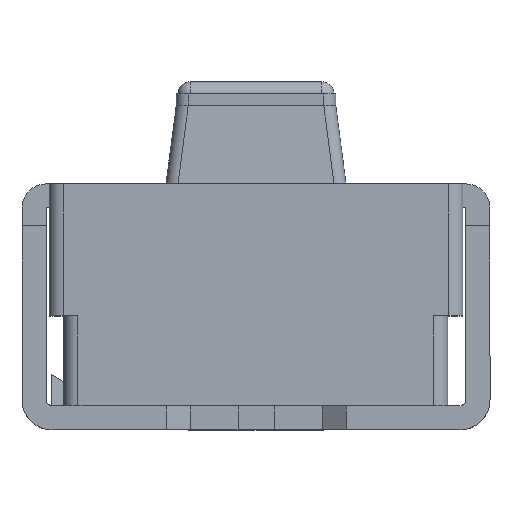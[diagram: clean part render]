
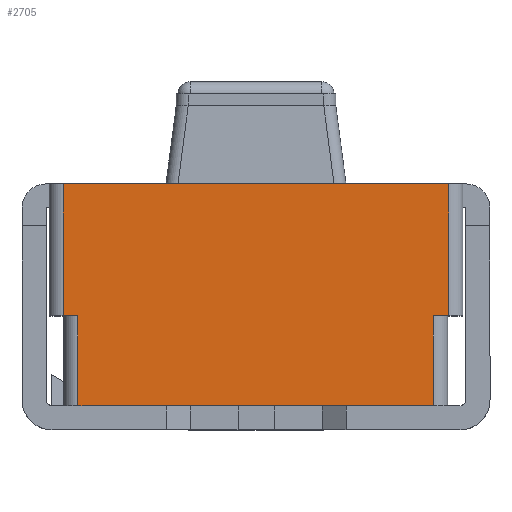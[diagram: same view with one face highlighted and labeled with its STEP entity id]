
A CAD part, top view. The second image highlights one B-rep face of the part: STEP entity #2705.
In plain terms, the highlighted planar face has unit normal (0, 0, 1).
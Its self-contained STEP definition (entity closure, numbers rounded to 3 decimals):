
#414 = LINE ( 'NONE', #7197, #2164 ) ;
#476 = VERTEX_POINT ( 'NONE', #5213 ) ;
#609 = ORIENTED_EDGE ( 'NONE', *, *, #3113, .F. ) ;
#906 = ORIENTED_EDGE ( 'NONE', *, *, #6106, .F. ) ;
#954 = DIRECTION ( 'NONE',  ( 1., 0., 0. ) ) ;
#996 = DIRECTION ( 'NONE',  ( 0., 1., 0. ) ) ;
#1123 = VECTOR ( 'NONE', #2822, 1000. ) ;
#1200 = CARTESIAN_POINT ( 'NONE',  ( 1.605, 1.829, 0.8 ) ) ;
#1272 = DIRECTION ( 'NONE',  ( -1., 0., 0. ) ) ;
#1412 = EDGE_CURVE ( 'NONE', #476, #7929, #8052, .T. ) ;
#1450 = CARTESIAN_POINT ( 'NONE',  ( 1.477, 0.729, 0.8 ) ) ;
#1595 = VECTOR ( 'NONE', #8195, 1000. ) ;
#1670 = VECTOR ( 'NONE', #1272, 1000. ) ;
#1732 = ORIENTED_EDGE ( 'NONE', *, *, #2764, .F. ) ;
#2164 = VECTOR ( 'NONE', #3998, 1000. ) ;
#2175 = VERTEX_POINT ( 'NONE', #7593 ) ;
#2265 = VECTOR ( 'NONE', #996, 1000. ) ;
#2554 = VECTOR ( 'NONE', #8175, 1000. ) ;
#2595 = VERTEX_POINT ( 'NONE', #1450 ) ;
#2705 = ADVANCED_FACE ( 'NONE', ( #4325 ), #5534, .F. ) ;
#2764 = EDGE_CURVE ( 'NONE', #4230, #2175, #6681, .T. ) ;
#2822 = DIRECTION ( 'NONE',  ( 0., -1., 0. ) ) ;
#2899 = VERTEX_POINT ( 'NONE', #5175 ) ;
#2987 = EDGE_CURVE ( 'NONE', #3477, #2595, #414, .T. ) ;
#3095 = CARTESIAN_POINT ( 'NONE',  ( -1.605, 0.729, 0.8 ) ) ;
#3113 = EDGE_CURVE ( 'NONE', #5344, #3477, #4639, .T. ) ;
#3455 = CARTESIAN_POINT ( 'NONE',  ( -1.483, -0.021, 0.8 ) ) ;
#3477 = VERTEX_POINT ( 'NONE', #5045 ) ;
#3535 = EDGE_LOOP ( 'NONE', ( #6914, #7429, #8030, #609, #7436, #1732, #906, #5617 ) ) ;
#3998 = DIRECTION ( 'NONE',  ( -1., 0., 0. ) ) ;
#4120 = LINE ( 'NONE', #6098, #2554 ) ;
#4193 = DIRECTION ( 'NONE',  ( 0., 0., -1. ) ) ;
#4230 = VERTEX_POINT ( 'NONE', #3095 ) ;
#4325 = FACE_OUTER_BOUND ( 'NONE', #3535, .T. ) ;
#4639 = LINE ( 'NONE', #5449, #1123 ) ;
#4807 = CARTESIAN_POINT ( 'NONE',  ( -1.483, 0.799, 0.8 ) ) ;
#4885 = CARTESIAN_POINT ( 'NONE',  ( -1.483, 1.829, 0.8 ) ) ;
#5045 = CARTESIAN_POINT ( 'NONE',  ( 1.605, 0.729, 0.8 ) ) ;
#5175 = CARTESIAN_POINT ( 'NONE',  ( -1.483, 0.729, 0.8 ) ) ;
#5213 = CARTESIAN_POINT ( 'NONE',  ( 1.477, -0.021, 0.8 ) ) ;
#5344 = VERTEX_POINT ( 'NONE', #1200 ) ;
#5449 = CARTESIAN_POINT ( 'NONE',  ( 1.605, 0.799, 0.8 ) ) ;
#5511 = CARTESIAN_POINT ( 'NONE',  ( -1.483, 0.799, 0.8 ) ) ;
#5534 = PLANE ( 'NONE',  #8283 ) ;
#5608 = CARTESIAN_POINT ( 'NONE',  ( 1.477, 0.799, 0.8 ) ) ;
#5617 = ORIENTED_EDGE ( 'NONE', *, *, #7178, .F. ) ;
#5678 = VECTOR ( 'NONE', #954, 1000. ) ;
#6098 = CARTESIAN_POINT ( 'NONE',  ( -1.483, 0.729, 0.8 ) ) ;
#6106 = EDGE_CURVE ( 'NONE', #2899, #4230, #4120, .T. ) ;
#6681 = LINE ( 'NONE', #6928, #2265 ) ;
#6853 = LINE ( 'NONE', #5511, #7772 ) ;
#6914 = ORIENTED_EDGE ( 'NONE', *, *, #1412, .F. ) ;
#6928 = CARTESIAN_POINT ( 'NONE',  ( -1.605, 0.799, 0.8 ) ) ;
#7046 = LINE ( 'NONE', #4885, #5678 ) ;
#7178 = EDGE_CURVE ( 'NONE', #7929, #2899, #6853, .T. ) ;
#7197 = CARTESIAN_POINT ( 'NONE',  ( -1.483, 0.729, 0.8 ) ) ;
#7429 = ORIENTED_EDGE ( 'NONE', *, *, #8112, .F. ) ;
#7436 = ORIENTED_EDGE ( 'NONE', *, *, #8068, .F. ) ;
#7454 = DIRECTION ( 'NONE',  ( 0., 1., 0. ) ) ;
#7476 = DIRECTION ( 'NONE',  ( -1., 0., 0. ) ) ;
#7593 = CARTESIAN_POINT ( 'NONE',  ( -1.605, 1.829, 0.8 ) ) ;
#7772 = VECTOR ( 'NONE', #7454, 1000. ) ;
#7929 = VERTEX_POINT ( 'NONE', #3455 ) ;
#8030 = ORIENTED_EDGE ( 'NONE', *, *, #2987, .F. ) ;
#8052 = LINE ( 'NONE', #8443, #1670 ) ;
#8068 = EDGE_CURVE ( 'NONE', #2175, #5344, #7046, .T. ) ;
#8112 = EDGE_CURVE ( 'NONE', #2595, #476, #8480, .T. ) ;
#8175 = DIRECTION ( 'NONE',  ( -1., 0., 0. ) ) ;
#8195 = DIRECTION ( 'NONE',  ( 0., -1., 0. ) ) ;
#8283 = AXIS2_PLACEMENT_3D ( 'NONE', #4807, #4193, #7476 ) ;
#8443 = CARTESIAN_POINT ( 'NONE',  ( -1.483, -0.021, 0.8 ) ) ;
#8480 = LINE ( 'NONE', #5608, #1595 ) ;
